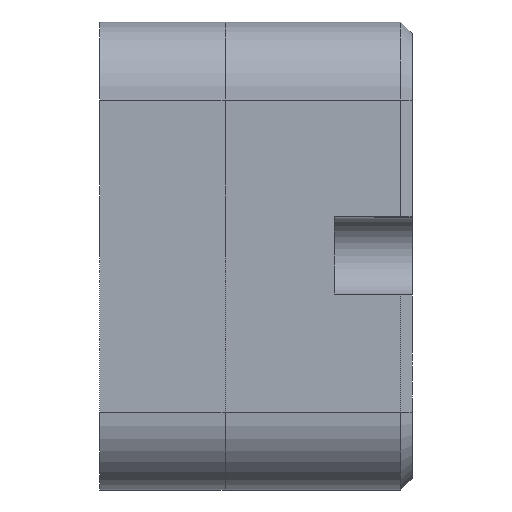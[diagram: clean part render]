
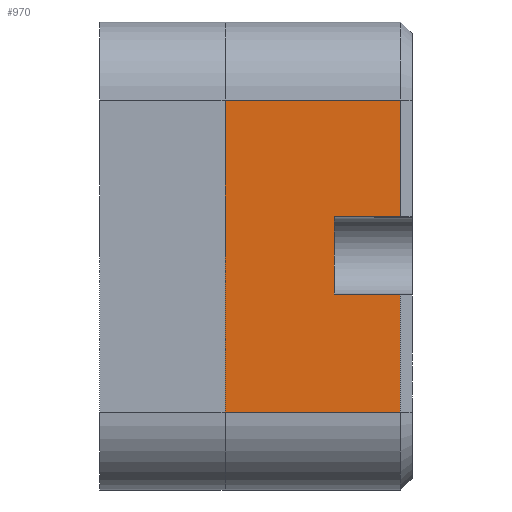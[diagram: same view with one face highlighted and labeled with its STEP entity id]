
A CAD part, left-side view. The second image highlights one B-rep face of the part: STEP entity #970.
In plain terms, the highlighted planar face has unit normal (-1, 0, 0).
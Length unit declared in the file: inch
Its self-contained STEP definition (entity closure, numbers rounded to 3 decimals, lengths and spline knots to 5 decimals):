
#8 = CARTESIAN_POINT ( 'NONE',  ( -0.59055, 0.23622, 0.19685 ) ) ;
#54 = VERTEX_POINT ( 'NONE', #986 ) ;
#71 = LINE ( 'NONE', #1109, #2611 ) ;
#105 = EDGE_CURVE ( 'NONE', #1097, #1689, #1826, .T. ) ;
#131 = DIRECTION ( 'NONE',  ( 0., 0., 1. ) ) ;
#208 = VERTEX_POINT ( 'NONE', #2637 ) ;
#290 = DIRECTION ( 'NONE',  ( 0., 0., -1. ) ) ;
#297 = ORIENTED_EDGE ( 'NONE', *, *, #1223, .F. ) ;
#298 = EDGE_CURVE ( 'NONE', #54, #1771, #71, .T. ) ;
#363 = LINE ( 'NONE', #2070, #2650 ) ;
#421 = VERTEX_POINT ( 'NONE', #1772 ) ;
#487 = CARTESIAN_POINT ( 'NONE',  ( -0.59055, 0.23622, 0.19685 ) ) ;
#503 = DIRECTION ( 'NONE',  ( 0., -1., 0. ) ) ;
#559 = CARTESIAN_POINT ( 'NONE',  ( -0.59055, 0.01496, -0.04921 ) ) ;
#577 = EDGE_LOOP ( 'NONE', ( #2218, #2406, #297, #1311, #1518, #1296, #1578, #2635 ) ) ;
#618 = VECTOR ( 'NONE', #693, 39.37008 ) ;
#684 = FACE_OUTER_BOUND ( 'NONE', #577, .T. ) ;
#693 = DIRECTION ( 'NONE',  ( 0., 1., 0. ) ) ;
#899 = DIRECTION ( 'NONE',  ( 1., 0., 0. ) ) ;
#963 = VECTOR ( 'NONE', #1920, 39.37008 ) ;
#970 = ADVANCED_FACE ( 'NONE', ( #684 ), #1071, .F. ) ;
#986 = CARTESIAN_POINT ( 'NONE',  ( -0.59055, 0.01496, 0.04921 ) ) ;
#998 = VECTOR ( 'NONE', #131, 39.37008 ) ;
#1069 = CARTESIAN_POINT ( 'NONE',  ( -0.59055, 0.09843, -0.04921 ) ) ;
#1071 = PLANE ( 'NONE',  #2059 ) ;
#1083 = EDGE_CURVE ( 'NONE', #421, #2763, #363, .T. ) ;
#1097 = VERTEX_POINT ( 'NONE', #1213 ) ;
#1109 = CARTESIAN_POINT ( 'NONE',  ( -0.59055, 0.01496, 0.19685 ) ) ;
#1110 = LINE ( 'NONE', #2675, #2239 ) ;
#1137 = CARTESIAN_POINT ( 'NONE',  ( -0.59055, 0.01496, 0.19685 ) ) ;
#1167 = CARTESIAN_POINT ( 'NONE',  ( -0.59055, 0.09843, 0.04921 ) ) ;
#1190 = CARTESIAN_POINT ( 'NONE',  ( -0.59055, 0.09843, -0.04921 ) ) ;
#1213 = CARTESIAN_POINT ( 'NONE',  ( -0.59055, 0.23622, -0.19685 ) ) ;
#1223 = EDGE_CURVE ( 'NONE', #2763, #1949, #1679, .T. ) ;
#1224 = DIRECTION ( 'NONE',  ( 0., 0., -1. ) ) ;
#1296 = ORIENTED_EDGE ( 'NONE', *, *, #298, .T. ) ;
#1311 = ORIENTED_EDGE ( 'NONE', *, *, #1083, .F. ) ;
#1371 = EDGE_CURVE ( 'NONE', #208, #1949, #1432, .T. ) ;
#1432 = LINE ( 'NONE', #1472, #2144 ) ;
#1472 = CARTESIAN_POINT ( 'NONE',  ( -0.59055, 0.01496, -0.04921 ) ) ;
#1492 = EDGE_CURVE ( 'NONE', #1771, #1689, #1935, .T. ) ;
#1518 = ORIENTED_EDGE ( 'NONE', *, *, #1774, .T. ) ;
#1578 = ORIENTED_EDGE ( 'NONE', *, *, #1492, .T. ) ;
#1583 = DIRECTION ( 'NONE',  ( 0., -1., 0. ) ) ;
#1610 = VECTOR ( 'NONE', #503, 39.37008 ) ;
#1679 = LINE ( 'NONE', #1069, #963 ) ;
#1689 = VERTEX_POINT ( 'NONE', #8 ) ;
#1771 = VERTEX_POINT ( 'NONE', #1137 ) ;
#1772 = CARTESIAN_POINT ( 'NONE',  ( -0.59055, 0.09843, 0.04921 ) ) ;
#1774 = EDGE_CURVE ( 'NONE', #421, #54, #2644, .T. ) ;
#1777 = CARTESIAN_POINT ( 'NONE',  ( -0.59055, 0.23622, 0.29528 ) ) ;
#1826 = LINE ( 'NONE', #2449, #998 ) ;
#1918 = EDGE_CURVE ( 'NONE', #1097, #208, #1110, .T. ) ;
#1920 = DIRECTION ( 'NONE',  ( 0., -1., 0. ) ) ;
#1935 = LINE ( 'NONE', #487, #618 ) ;
#1949 = VERTEX_POINT ( 'NONE', #559 ) ;
#1964 = DIRECTION ( 'NONE',  ( 0., 0., 1. ) ) ;
#2059 = AXIS2_PLACEMENT_3D ( 'NONE', #1777, #899, #290 ) ;
#2070 = CARTESIAN_POINT ( 'NONE',  ( -0.59055, 0.09843, 0.04921 ) ) ;
#2121 = DIRECTION ( 'NONE',  ( 0., 0., 1. ) ) ;
#2144 = VECTOR ( 'NONE', #2121, 39.37008 ) ;
#2218 = ORIENTED_EDGE ( 'NONE', *, *, #1918, .T. ) ;
#2239 = VECTOR ( 'NONE', #1583, 39.37008 ) ;
#2406 = ORIENTED_EDGE ( 'NONE', *, *, #1371, .T. ) ;
#2449 = CARTESIAN_POINT ( 'NONE',  ( -0.59055, 0.23622, 0.29528 ) ) ;
#2611 = VECTOR ( 'NONE', #1964, 39.37008 ) ;
#2635 = ORIENTED_EDGE ( 'NONE', *, *, #105, .F. ) ;
#2637 = CARTESIAN_POINT ( 'NONE',  ( -0.59055, 0.01496, -0.19685 ) ) ;
#2644 = LINE ( 'NONE', #1167, #1610 ) ;
#2650 = VECTOR ( 'NONE', #1224, 39.37008 ) ;
#2675 = CARTESIAN_POINT ( 'NONE',  ( -0.59055, 0.23622, -0.19685 ) ) ;
#2763 = VERTEX_POINT ( 'NONE', #1190 ) ;
